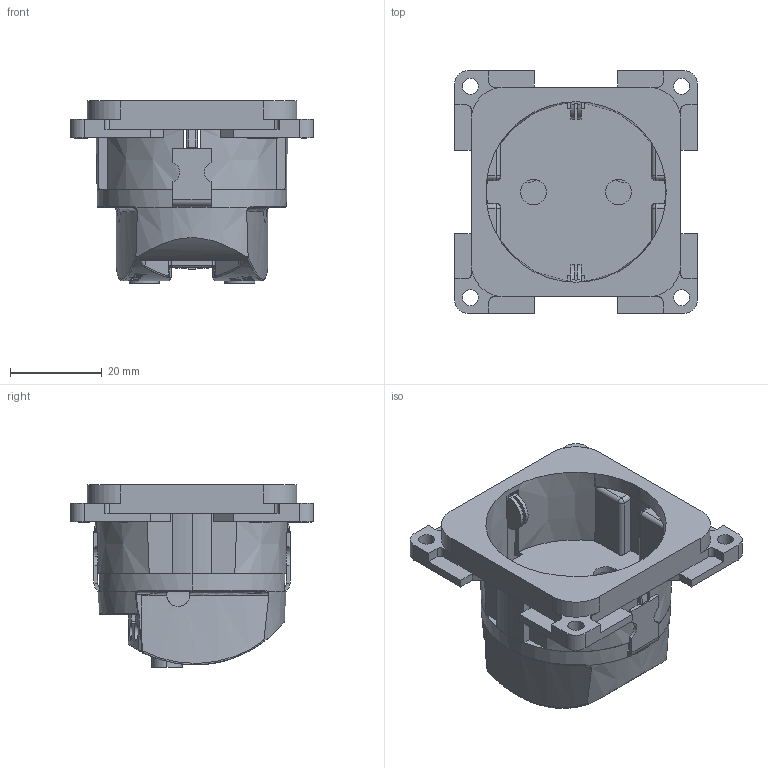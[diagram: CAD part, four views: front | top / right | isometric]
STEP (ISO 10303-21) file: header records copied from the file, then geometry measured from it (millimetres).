
FILE_DESCRIPTION (( 'STEP AP203' ), '1' );
FILE_NAME ('88052010.STEP', '2015-05-07T16:56:21', ( 'ATS Administrator' ), ( '' ), 'SwSTEP 2.0', 'SolidWorks 2014', '' );
FILE_SCHEMA (( 'CONFIG_CONTROL_DESIGN' ));
Products named in the file (1): 88052010
Bounding box: 52.9 x 52.9 x 39.7 mm (x, y, z)
Volume: 28697.5 mm3; surface area: 19096.2 mm2
Topology: 8 solids, 8 shells, 1162 faces, 3043 edges, 1992 vertices
Faces by surface type: plane 485, bspline 449, cylinder 186, cone 18, torus 16, sphere 8
Entity records: 62901 total; most frequent: CARTESIAN_POINT 37680, ORIENTED_EDGE 6086, DIRECTION 3601, EDGE_CURVE 3043, VERTEX_POINT 1992, LINE 1431, VECTOR 1431, EDGE_LOOP 1281
